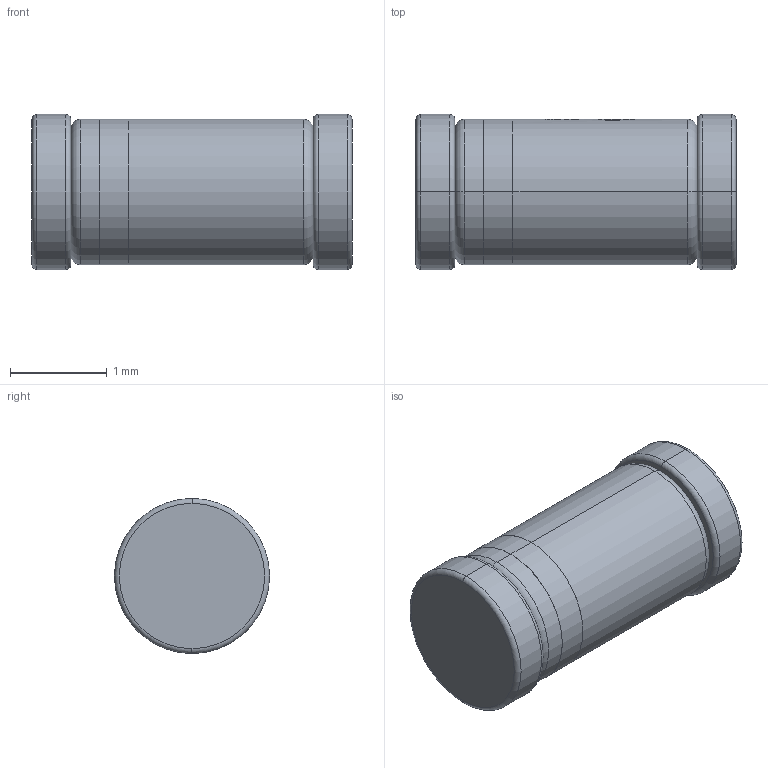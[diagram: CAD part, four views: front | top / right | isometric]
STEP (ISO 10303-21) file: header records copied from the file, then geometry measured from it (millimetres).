
FILE_DESCRIPTION (( 'STEP AP214' ), '1' );
FILE_NAME ('SOD-80-SMD_BD1.5-L3.5.step', '2022-07-29T07:52:55', ( '' ), ( '' ), 'SwSTEP 2.0', 'SolidWorks 2020', '' );
FILE_SCHEMA (( 'AUTOMOTIVE_DESIGN' ));
Length unit declared in the file: millimetre
Products named in the file (1): SOD-80-SMD_BD1.5-L3.5
Bounding box: 3.3 x 1.6 x 1.6 mm (x, y, z)
Volume: 6 mm3; surface area: 21.2 mm2
Topology: 1 solids, 1 shells, 256 faces, 677 edges, 446 vertices
Faces by surface type: plane 113, bspline 98, cylinder 33, torus 12
Entity records: 12677 total; most frequent: CARTESIAN_POINT 4746, ORIENTED_EDGE 1354, EDGE_CURVE 677, DIRECTION 633, VERTEX_POINT 446, EDGE_LOOP 279, UNCERTAINTY_MEASURE_WITH_UNIT 259, PRESENTATION_LAYER_ASSIGNMENT 258
